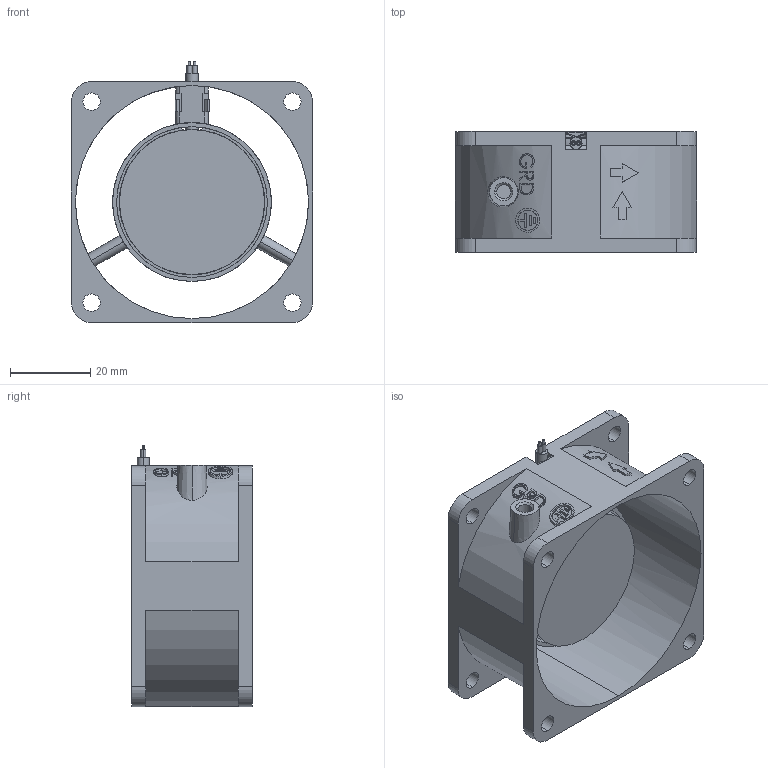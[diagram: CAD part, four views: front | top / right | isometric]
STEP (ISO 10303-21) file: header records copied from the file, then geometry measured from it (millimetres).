
FILE_DESCRIPTION (( 'STEP AP203' ), '1' );
FILE_NAME ('OA60AP_m2_frame.stp', '2022-11-07T18:26:01', ( '' ), ( '' ), 'SwSTEP 2.0', 'SolidWorks 2018', '' );
FILE_SCHEMA (( 'CONFIG_CONTROL_DESIGN' ));
Length unit declared in the file: millimetre
Products named in the file (1): OA60AP_m2_frame
Bounding box: 60 x 30 x 65 mm (x, y, z)
Volume: 32339.4 mm3; surface area: 24702.9 mm2
Topology: 1 solids, 1 shells, 240 faces, 683 edges, 448 vertices
Faces by surface type: plane 127, cylinder 78, bspline 21, cone 8, torus 6
Entity records: 9617 total; most frequent: CARTESIAN_POINT 3307, ORIENTED_EDGE 1366, DIRECTION 1218, EDGE_CURVE 683, VERTEX_POINT 448, AXIS2_PLACEMENT_3D 411, LINE 396, VECTOR 396
